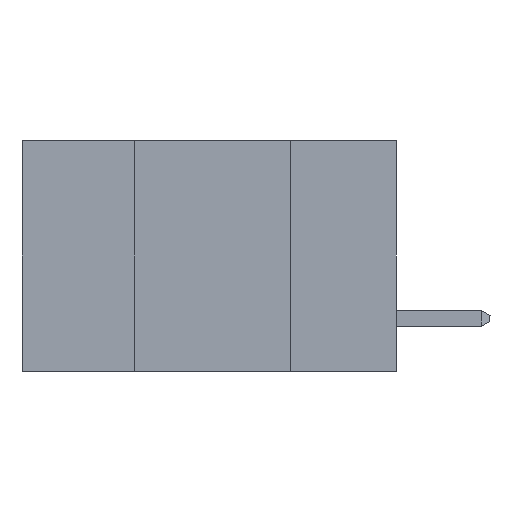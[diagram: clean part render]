
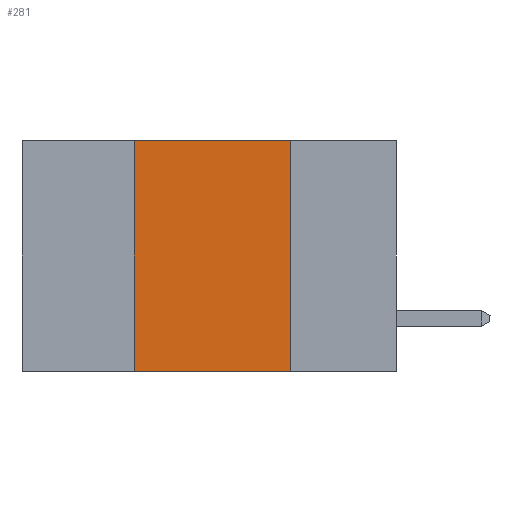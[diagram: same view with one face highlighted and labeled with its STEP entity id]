
A CAD part, left-side view. The second image highlights one B-rep face of the part: STEP entity #281.
In plain terms, the highlighted planar face has unit normal (-1, 0, 0).
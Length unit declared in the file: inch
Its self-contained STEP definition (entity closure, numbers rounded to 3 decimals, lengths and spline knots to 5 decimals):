
#107 = CARTESIAN_POINT ( 'NONE',  ( 0., 0.17, -0.37 ) ) ;
#281 = ADVANCED_FACE ( 'NONE', ( #6875 ), #11126, .F. ) ;
#1024 = CARTESIAN_POINT ( 'NONE',  ( 0., 0.6, 0. ) ) ;
#1168 = CARTESIAN_POINT ( 'NONE',  ( 0., 0.6, 0. ) ) ;
#1423 = LINE ( 'NONE', #5055, #11445 ) ;
#1775 = VERTEX_POINT ( 'NONE', #107 ) ;
#1848 = CARTESIAN_POINT ( 'NONE',  ( 0., 0.42, 0. ) ) ;
#2037 = CARTESIAN_POINT ( 'NONE',  ( 0., 0.42, -0.37 ) ) ;
#2232 = CARTESIAN_POINT ( 'NONE',  ( 0., 0.17, -0.37 ) ) ;
#2289 = DIRECTION ( 'NONE',  ( 0., 0., -1. ) ) ;
#2985 = EDGE_CURVE ( 'NONE', #6997, #1775, #10908, .T. ) ;
#3043 = AXIS2_PLACEMENT_3D ( 'NONE', #1168, #12154, #2289 ) ;
#3944 = DIRECTION ( 'NONE',  ( 0., 0., 1. ) ) ;
#4377 = ORIENTED_EDGE ( 'NONE', *, *, #5578, .F. ) ;
#4587 = EDGE_CURVE ( 'NONE', #4786, #1775, #1423, .T. ) ;
#4786 = VERTEX_POINT ( 'NONE', #2037 ) ;
#4791 = DIRECTION ( 'NONE',  ( 0., -1., 0. ) ) ;
#5055 = CARTESIAN_POINT ( 'NONE',  ( 0., 0.6, -0.37 ) ) ;
#5446 = LINE ( 'NONE', #1024, #10222 ) ;
#5578 = EDGE_CURVE ( 'NONE', #7361, #6997, #5446, .T. ) ;
#6117 = CARTESIAN_POINT ( 'NONE',  ( 0., 0.17, 0. ) ) ;
#6232 = DIRECTION ( 'NONE',  ( 0., 0., -1. ) ) ;
#6875 = FACE_OUTER_BOUND ( 'NONE', #10009, .T. ) ;
#6997 = VERTEX_POINT ( 'NONE', #6117 ) ;
#7051 = ORIENTED_EDGE ( 'NONE', *, *, #9527, .F. ) ;
#7361 = VERTEX_POINT ( 'NONE', #1848 ) ;
#8054 = VECTOR ( 'NONE', #6232, 39.37008 ) ;
#8311 = ORIENTED_EDGE ( 'NONE', *, *, #2985, .F. ) ;
#9174 = VECTOR ( 'NONE', #3944, 39.37008 ) ;
#9527 = EDGE_CURVE ( 'NONE', #4786, #7361, #11691, .T. ) ;
#9712 = ORIENTED_EDGE ( 'NONE', *, *, #4587, .T. ) ;
#10009 = EDGE_LOOP ( 'NONE', ( #8311, #4377, #7051, #9712 ) ) ;
#10222 = VECTOR ( 'NONE', #11745, 39.37008 ) ;
#10908 = LINE ( 'NONE', #2232, #8054 ) ;
#11126 = PLANE ( 'NONE',  #3043 ) ;
#11445 = VECTOR ( 'NONE', #4791, 39.37008 ) ;
#11540 = CARTESIAN_POINT ( 'NONE',  ( 0., 0.42, -0.37 ) ) ;
#11691 = LINE ( 'NONE', #11540, #9174 ) ;
#11745 = DIRECTION ( 'NONE',  ( 0., -1., 0. ) ) ;
#12154 = DIRECTION ( 'NONE',  ( 1., 0., 0. ) ) ;
